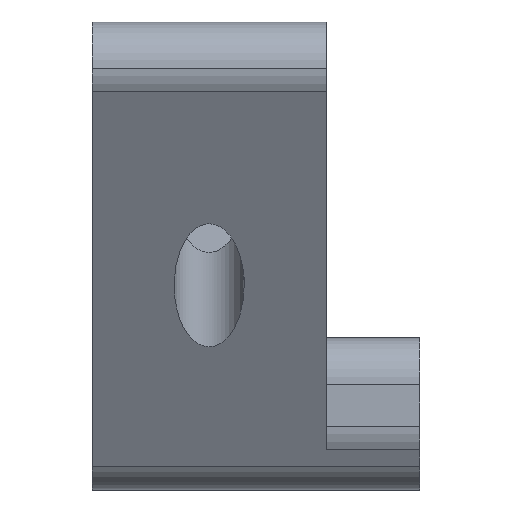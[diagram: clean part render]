
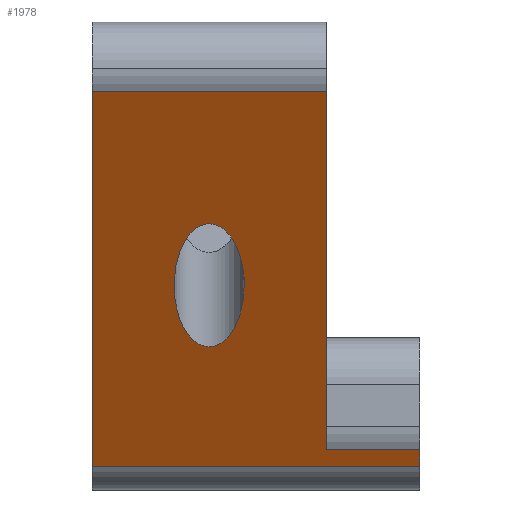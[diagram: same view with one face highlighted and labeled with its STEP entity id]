
A CAD part, left-side view. The second image highlights one B-rep face of the part: STEP entity #1978.
In plain terms, the highlighted planar face has unit normal (-0.868, 0, -0.496).
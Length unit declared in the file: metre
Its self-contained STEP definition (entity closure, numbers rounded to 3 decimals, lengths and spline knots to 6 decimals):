
#14=ELLIPSE('',#2063,0.006047,0.003);
#523=ORIENTED_EDGE('',*,*,#778,.F.);
#524=ORIENTED_EDGE('',*,*,#963,.T.);
#525=ORIENTED_EDGE('',*,*,#852,.F.);
#526=ORIENTED_EDGE('',*,*,#964,.T.);
#527=ORIENTED_EDGE('',*,*,#742,.F.);
#528=ORIENTED_EDGE('',*,*,#965,.T.);
#529=ORIENTED_EDGE('',*,*,#766,.F.);
#742=EDGE_CURVE('',#1030,#1031,#1215,.F.);
#766=EDGE_CURVE('',#1054,#1054,#14,.F.);
#778=EDGE_CURVE('',#1066,#1067,#1230,.F.);
#852=EDGE_CURVE('',#1140,#1141,#1276,.F.);
#963=EDGE_CURVE('',#1066,#1141,#1363,.F.);
#964=EDGE_CURVE('',#1140,#1031,#1364,.F.);
#965=EDGE_CURVE('',#1030,#1067,#1365,.F.);
#1030=VERTEX_POINT('',#2849);
#1031=VERTEX_POINT('',#2851);
#1054=VERTEX_POINT('',#2899);
#1066=VERTEX_POINT('',#2924);
#1067=VERTEX_POINT('',#2926);
#1140=VERTEX_POINT('',#3073);
#1141=VERTEX_POINT('',#3075);
#1215=LINE('',#2850,#1415);
#1230=LINE('',#2925,#1430);
#1276=LINE('',#3074,#1476);
#1363=LINE('',#3300,#1563);
#1364=LINE('',#3301,#1564);
#1365=LINE('',#3302,#1565);
#1415=VECTOR('',#2262,1.);
#1430=VECTOR('',#2325,1.);
#1476=VECTOR('',#2429,1.);
#1563=VECTOR('',#2664,1.);
#1564=VECTOR('',#2665,1.);
#1565=VECTOR('',#2666,1.);
#1685=EDGE_LOOP('',(#523,#524,#525,#526,#527,#528));
#1686=EDGE_LOOP('',(#529));
#1815=FACE_BOUND('',#1685,.T.);
#1816=FACE_BOUND('',#1686,.T.);
#1904=PLANE('',#2175);
#1978=ADVANCED_FACE('',(#1815,#1816),#1904,.F.);
#2063=AXIS2_PLACEMENT_3D('',#2898,#2301,#2302);
#2175=AXIS2_PLACEMENT_3D('',#3299,#2662,#2663);
#2262=DIRECTION('',(0.496,0.,-0.868));
#2301=DIRECTION('',(0.868,0.,0.496));
#2302=DIRECTION('',(0.496,0.,-0.868));
#2325=DIRECTION('',(-0.496,0.,0.868));
#2429=DIRECTION('',(-0.496,0.,0.868));
#2662=DIRECTION('',(0.868,0.,0.496));
#2663=DIRECTION('',(0.,1.,0.));
#2664=DIRECTION('',(0.,-1.,0.));
#2665=DIRECTION('',(0.,-1.,0.));
#2666=DIRECTION('',(0.,1.,0.));
#2849=CARTESIAN_POINT('',(-0.021152,0.,0.002015));
#2850=CARTESIAN_POINT('',(-0.02,0.,0.));
#2851=CARTESIAN_POINT('',(-0.039473,0.,0.034078));
#2898=CARTESIAN_POINT('',(-0.03,-0.01,0.0175));
#2899=CARTESIAN_POINT('',(-0.027,-0.01,0.01225));
#2924=CARTESIAN_POINT('',(-0.021973,-0.028,0.003453));
#2925=CARTESIAN_POINT('',(-0.023692,-0.028,0.006462));
#2926=CARTESIAN_POINT('',(-0.021152,-0.028,0.002015));
#3073=CARTESIAN_POINT('',(-0.039473,-0.02,0.034078));
#3074=CARTESIAN_POINT('',(-0.023692,-0.02,0.006462));
#3075=CARTESIAN_POINT('',(-0.021973,-0.02,0.003453));
#3299=CARTESIAN_POINT('',(-0.02,-0.02,0.));
#3300=CARTESIAN_POINT('',(-0.021973,-0.02,0.003453));
#3301=CARTESIAN_POINT('',(-0.039473,0.,0.034078));
#3302=CARTESIAN_POINT('',(-0.021152,-0.028,0.002015));
